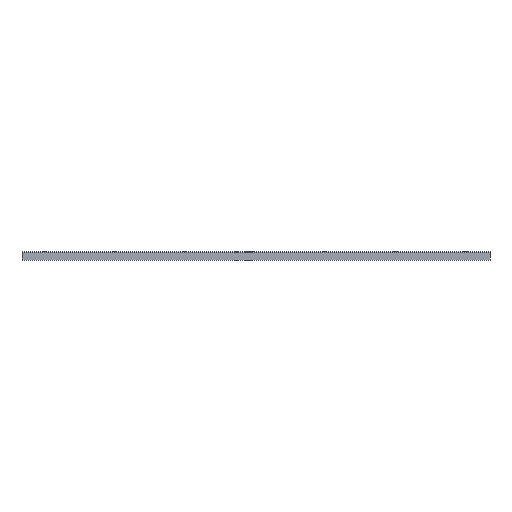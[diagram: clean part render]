
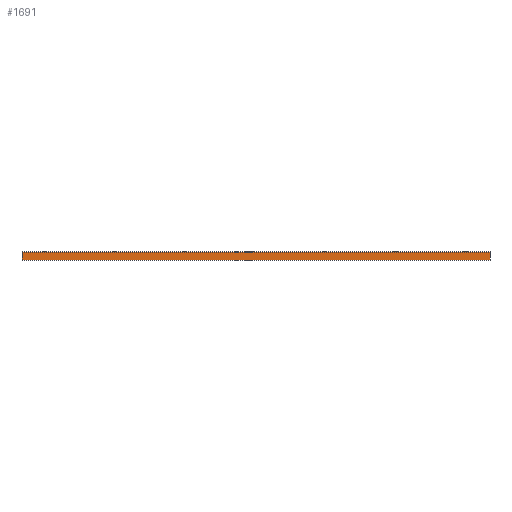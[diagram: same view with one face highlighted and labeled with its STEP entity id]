
A CAD part, left-side view. The second image highlights one B-rep face of the part: STEP entity #1691.
In plain terms, the highlighted planar face has unit normal (-1, 0, 0).
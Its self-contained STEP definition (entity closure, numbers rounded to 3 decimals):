
#200=FACE_OUTER_BOUND('',#294,.T.);
#294=EDGE_LOOP('',(#1454,#1455,#1456,#1457));
#369=LINE('',#2531,#535);
#419=LINE('',#2699,#585);
#433=LINE('',#2728,#599);
#437=LINE('',#2734,#603);
#535=VECTOR('',#2062,10.);
#585=VECTOR('',#2184,10.);
#599=VECTOR('',#2218,10.);
#603=VECTOR('',#2226,10.);
#703=VERTEX_POINT('',#2528);
#704=VERTEX_POINT('',#2530);
#785=VERTEX_POINT('',#2696);
#786=VERTEX_POINT('',#2698);
#889=EDGE_CURVE('',#704,#703,#369,.T.);
#973=EDGE_CURVE('',#786,#785,#419,.T.);
#989=EDGE_CURVE('',#704,#785,#433,.T.);
#993=EDGE_CURVE('',#786,#703,#437,.T.);
#1454=ORIENTED_EDGE('',*,*,#989,.F.);
#1455=ORIENTED_EDGE('',*,*,#889,.T.);
#1456=ORIENTED_EDGE('',*,*,#993,.F.);
#1457=ORIENTED_EDGE('',*,*,#973,.T.);
#1533=PLANE('',#1859);
#1691=ADVANCED_FACE('',(#200),#1533,.T.);
#1859=AXIS2_PLACEMENT_3D('',#2787,#2306,#2307);
#2062=DIRECTION('',(0.,0.,1.));
#2184=DIRECTION('',(0.,0.,-1.));
#2218=DIRECTION('',(0.,1.,0.));
#2226=DIRECTION('',(0.,-1.,0.));
#2306=DIRECTION('center_axis',(-1.,0.,0.));
#2307=DIRECTION('ref_axis',(0.,0.,1.));
#2528=CARTESIAN_POINT('',(-14.,-1000.,15.357));
#2530=CARTESIAN_POINT('',(-14.,-1000.,-17.857));
#2531=CARTESIAN_POINT('',(-14.,-1000.,15.548));
#2696=CARTESIAN_POINT('',(-14.,1000.,-17.857));
#2698=CARTESIAN_POINT('',(-14.,1000.,15.357));
#2699=CARTESIAN_POINT('',(-14.,1000.,15.548));
#2728=CARTESIAN_POINT('',(-14.,0.,-17.857));
#2734=CARTESIAN_POINT('',(-14.,0.,15.357));
#2787=CARTESIAN_POINT('Origin',(-14.,0.,15.548));
